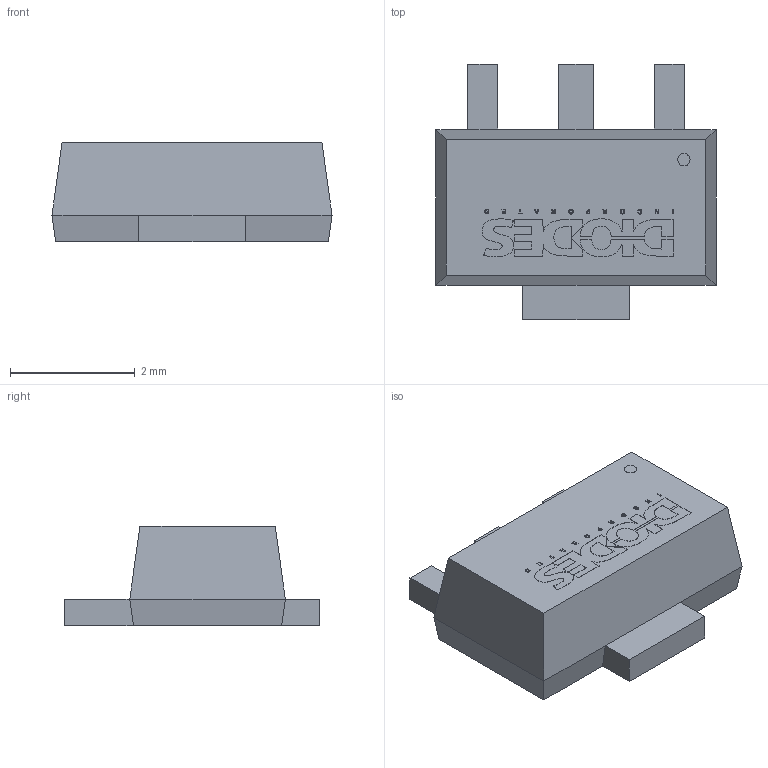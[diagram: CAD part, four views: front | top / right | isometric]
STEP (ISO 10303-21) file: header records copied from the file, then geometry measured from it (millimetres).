
FILE_DESCRIPTION(/* description */ (''),/* implementation_level */ '2;1');
FILE_NAME(/* name */ 'Diodes Inc. AZ1117CR-3.3TRG1.stp',/* time_stamp */ '2019-09-25T09:35:45+02:00',/* author */ ('Mohamed Refaat'),/* organization */ (''),/* preprocessor_version */ 'ST-DEVELOPER v16.5',/* originating_system */ 'Autodesk Inventor 2017',/* authorisation */ '');
FILE_SCHEMA (('AUTOMOTIVE_DESIGN { 1 0 10303 214 3 1 1 }'));
Length unit declared in the file: millimetre
Products named in the file (6): Diodes Inc. AZ1117CR-3.3TRG1; Diodes Inc. AZ1117CR-3.3TRG1 1; Diodes Inc. AZ1117CR-3.3TRG1 2; Diodes Inc. AZ1117CR-3.3TRG1 3; Diodes Inc. AZ1117CR-3.3TRG1 3_MIR; Diodes Incorporated
Assembly tree (5 placements, depth 2):
  Diodes Inc. AZ1117CR-3.3TRG1
    Diodes Inc. AZ1117CR-3.3TRG1 1
    Diodes Inc. AZ1117CR-3.3TRG1 2
    Diodes Inc. AZ1117CR-3.3TRG1 3
    Diodes Inc. AZ1117CR-3.3TRG1 3_MIR
    Diodes Incorporated
Bounding box: 4.5 x 4.1 x 1.6 mm (x, y, z)
Volume: 17.7 mm3; surface area: 68.3 mm2
Topology: 20 solids, 20 shells, 403 faces, 1074 edges, 712 vertices
Faces by surface type: plane 221, bspline 179, cylinder 3
Full cylindrical faces by diameter (mm): 0.197 x1
Entity records: 13082 total; most frequent: CARTESIAN_POINT 3926, ORIENTED_EDGE 2146, DIRECTION 1295, EDGE_CURVE 1073, VERTEX_POINT 712, LINE 709, VECTOR 709, EDGE_LOOP 419
